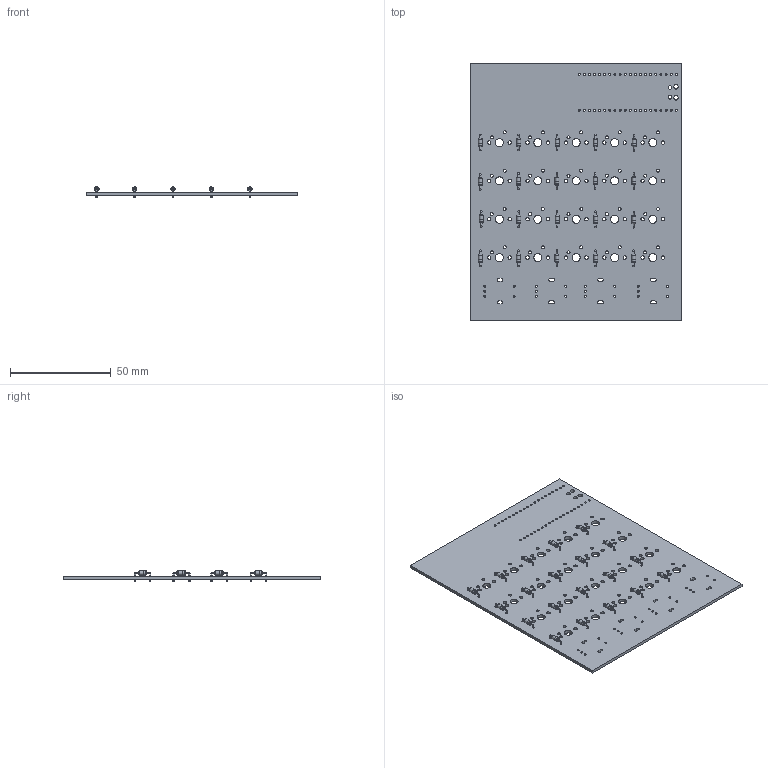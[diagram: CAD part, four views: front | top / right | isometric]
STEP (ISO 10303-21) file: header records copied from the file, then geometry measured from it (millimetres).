
FILE_DESCRIPTION(('KiCad electronic assembly'),'2;1');
FILE_NAME('DEVBOARD.step','2025-07-18T19:53:18',('Pcbnew'),('Kicad'), 'Open CASCADE STEP processor 7.9','KiCad to STEP converter','Unknown' );
FILE_SCHEMA(('AUTOMOTIVE_DESIGN { 1 0 10303 214 1 1 1 1 }'));
Length unit declared in the file: millimetre
Products named in the file (3): DEVBOARD 1; D_DO-35_SOD27_P7.62mm_Horizontal; DEVBOARD MAIN_PCB
Assembly tree (21 placements, depth 2):
  DEVBOARD 1
    D_DO-35_SOD27_P7.62mm_Horizontal  x20
    DEVBOARD MAIN_PCB
Bounding box: 105.25 x 128 x 5.01 mm (x, y, z)
Volume: 19857.8 mm3; surface area: 29224 mm2
Topology: 41 solids, 41 shells, 562 faces, 1200 edges, 760 vertices
Faces by surface type: cylinder 340, plane 142, torus 80
Full cylindrical faces by diameter (mm): 0.5 x60, 0.8 x40, 1 x60, 1.5 x40, 1.7 x40, 1.85 x2, 2 x40, 2.02 x20, 2.2 x2, 4 x20
Entity records: 9905 total; most frequent: DIRECTION 1762, CARTESIAN_POINT 1518, ORIENTED_EDGE 1488, EDGE_CURVE 744, AXIS2_PLACEMENT_3D 738, FACE_BOUND 684, EDGE_LOOP 684, VERTEX_POINT 494
